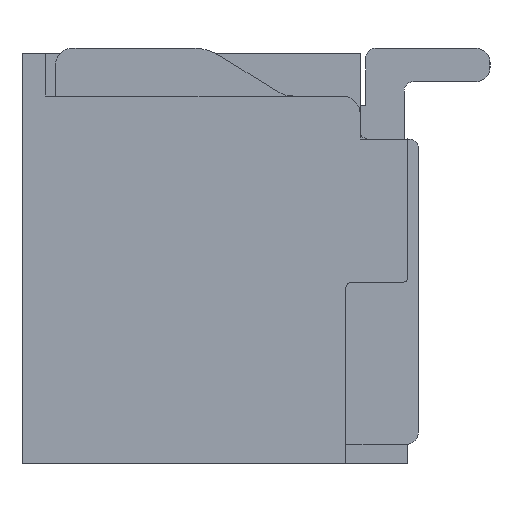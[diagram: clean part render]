
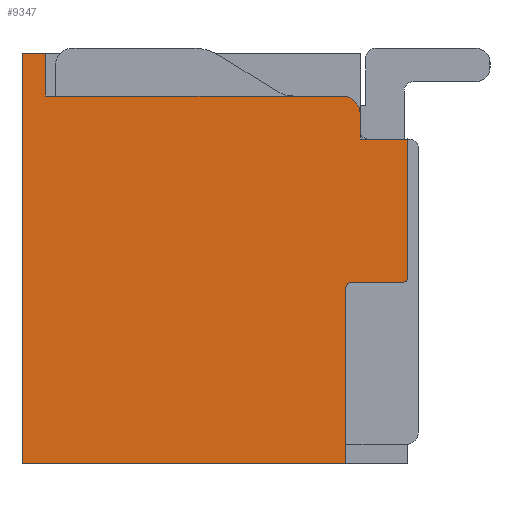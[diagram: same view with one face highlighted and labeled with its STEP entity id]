
A CAD part, left-side view. The second image highlights one B-rep face of the part: STEP entity #9347.
In plain terms, the highlighted planar face has unit normal (-1, 0, 0).
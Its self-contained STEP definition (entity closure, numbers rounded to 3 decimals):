
#112 = EDGE_CURVE ( 'NONE', #13090, #12405, #5372, .T. ) ;
#194 = EDGE_CURVE ( 'NONE', #10123, #5963, #7444, .T. ) ;
#258 = LINE ( 'NONE', #8514, #13310 ) ;
#333 = ORIENTED_EDGE ( 'NONE', *, *, #663, .T. ) ;
#632 = CARTESIAN_POINT ( 'NONE',  ( -0.375, 3.79, 2.15 ) ) ;
#663 = EDGE_CURVE ( 'NONE', #10123, #4778, #8894, .T. ) ;
#713 = LINE ( 'NONE', #2739, #12991 ) ;
#745 = AXIS2_PLACEMENT_3D ( 'NONE', #3758, #8103, #2811 ) ;
#750 = CARTESIAN_POINT ( 'NONE',  ( -0.375, 0.65, -0.31 ) ) ;
#1132 = ORIENTED_EDGE ( 'NONE', *, *, #8810, .T. ) ;
#1338 = VERTEX_POINT ( 'NONE', #5440 ) ;
#1569 = LINE ( 'NONE', #632, #4551 ) ;
#1652 = DIRECTION ( 'NONE',  ( 0., -1., 0. ) ) ;
#1661 = CARTESIAN_POINT ( 'NONE',  ( -0.375, 0.59, -0.25 ) ) ;
#1692 = DIRECTION ( 'NONE',  ( 0., 0., 1. ) ) ;
#1789 = VECTOR ( 'NONE', #5867, 1000. ) ;
#1892 = ORIENTED_EDGE ( 'NONE', *, *, #4872, .F. ) ;
#1991 = VECTOR ( 'NONE', #4201, 1000. ) ;
#2446 = ORIENTED_EDGE ( 'NONE', *, *, #3930, .F. ) ;
#2739 = CARTESIAN_POINT ( 'NONE',  ( -0.375, 0.59, -0.25 ) ) ;
#2811 = DIRECTION ( 'NONE',  ( 0., 0., 1. ) ) ;
#3018 = EDGE_CURVE ( 'NONE', #12405, #11437, #713, .T. ) ;
#3070 = ORIENTED_EDGE ( 'NONE', *, *, #5001, .F. ) ;
#3259 = ORIENTED_EDGE ( 'NONE', *, *, #9763, .F. ) ;
#3325 = VECTOR ( 'NONE', #12018, 1000. ) ;
#3607 = CARTESIAN_POINT ( 'NONE',  ( -0.375, 0.052, -0.25 ) ) ;
#3681 = CARTESIAN_POINT ( 'NONE',  ( -0.375, 0., -2.15 ) ) ;
#3687 = EDGE_CURVE ( 'NONE', #7064, #13090, #7395, .T. ) ;
#3691 = CARTESIAN_POINT ( 'NONE',  ( -0.375, 3.79, 1.7 ) ) ;
#3758 = CARTESIAN_POINT ( 'NONE',  ( -0.375, 0.688, 1.512 ) ) ;
#3829 = ORIENTED_EDGE ( 'NONE', *, *, #12835, .T. ) ;
#3912 = EDGE_LOOP ( 'NONE', ( #333, #5218, #1132, #3070, #2446, #12014, #5956, #9764, #3259, #10599, #3829, #1892, #12477 ) ) ;
#3920 = VERTEX_POINT ( 'NONE', #12196 ) ;
#3930 = EDGE_CURVE ( 'NONE', #7064, #3920, #12065, .T. ) ;
#4201 = DIRECTION ( 'NONE',  ( 0., 0., 1. ) ) ;
#4231 = VECTOR ( 'NONE', #1692, 1000. ) ;
#4359 = CARTESIAN_POINT ( 'NONE',  ( -0.375, 0.59, -0.31 ) ) ;
#4519 = CARTESIAN_POINT ( 'NONE',  ( -0.375, 0.688, 1.7 ) ) ;
#4551 = VECTOR ( 'NONE', #7814, 1000. ) ;
#4778 = VERTEX_POINT ( 'NONE', #3691 ) ;
#4799 = CARTESIAN_POINT ( 'NONE',  ( -0.375, 4.04, -2.15 ) ) ;
#4872 = EDGE_CURVE ( 'NONE', #5963, #12576, #9308, .T. ) ;
#4991 = DIRECTION ( 'NONE',  ( 0., 1., 0. ) ) ;
#5001 = EDGE_CURVE ( 'NONE', #3920, #6285, #10989, .T. ) ;
#5017 = DIRECTION ( 'NONE',  ( 0., 0., 1. ) ) ;
#5195 = CARTESIAN_POINT ( 'NONE',  ( -0.375, 0., 1.25 ) ) ;
#5218 = ORIENTED_EDGE ( 'NONE', *, *, #11590, .F. ) ;
#5333 = LINE ( 'NONE', #5195, #11940 ) ;
#5372 = CIRCLE ( 'NONE', #10816, 0.06 ) ;
#5386 = CARTESIAN_POINT ( 'NONE',  ( -0.375, 0.65, -2.15 ) ) ;
#5440 = CARTESIAN_POINT ( 'NONE',  ( -0.375, 0., -0.198 ) ) ;
#5579 = DIRECTION ( 'NONE',  ( 1., 0., 0. ) ) ;
#5867 = DIRECTION ( 'NONE',  ( 0., 0., 1. ) ) ;
#5956 = ORIENTED_EDGE ( 'NONE', *, *, #112, .T. ) ;
#5963 = VERTEX_POINT ( 'NONE', #6000 ) ;
#5994 = VERTEX_POINT ( 'NONE', #12042 ) ;
#6000 = CARTESIAN_POINT ( 'NONE',  ( -0.375, 0.5, 1.512 ) ) ;
#6175 = DIRECTION ( 'NONE',  ( 0., 1., 0. ) ) ;
#6285 = VERTEX_POINT ( 'NONE', #10946 ) ;
#6305 = VECTOR ( 'NONE', #4991, 1000. ) ;
#6618 = CIRCLE ( 'NONE', #9418, 0.052 ) ;
#6965 = CARTESIAN_POINT ( 'NONE',  ( -0.375, 0., 1.25 ) ) ;
#7064 = VERTEX_POINT ( 'NONE', #5386 ) ;
#7150 = DIRECTION ( 'NONE',  ( 0., 0., -1. ) ) ;
#7172 = EDGE_CURVE ( 'NONE', #1338, #7215, #11914, .T. ) ;
#7215 = VERTEX_POINT ( 'NONE', #6965 ) ;
#7262 = DIRECTION ( 'NONE',  ( 0., -1., 0. ) ) ;
#7395 = LINE ( 'NONE', #10376, #1991 ) ;
#7444 = CIRCLE ( 'NONE', #745, 0.188 ) ;
#7754 = CARTESIAN_POINT ( 'NONE',  ( -0.375, 0.5, 1.25 ) ) ;
#7814 = DIRECTION ( 'NONE',  ( 0., 0., -1. ) ) ;
#7831 = DIRECTION ( 'NONE',  ( -1., 0., 0. ) ) ;
#8103 = DIRECTION ( 'NONE',  ( 1., 0., 0. ) ) ;
#8514 = CARTESIAN_POINT ( 'NONE',  ( -0.375, 3.79, 2.15 ) ) ;
#8810 = EDGE_CURVE ( 'NONE', #5994, #6285, #258, .T. ) ;
#8894 = LINE ( 'NONE', #9028, #3325 ) ;
#9028 = CARTESIAN_POINT ( 'NONE',  ( -0.375, 0.688, 1.7 ) ) ;
#9059 = CARTESIAN_POINT ( 'NONE',  ( -0.375, 0., -0.198 ) ) ;
#9148 = DIRECTION ( 'NONE',  ( 1., 0., 0. ) ) ;
#9308 = LINE ( 'NONE', #10401, #11147 ) ;
#9347 = ADVANCED_FACE ( 'NONE', ( #12963 ), #11960, .T. ) ;
#9418 = AXIS2_PLACEMENT_3D ( 'NONE', #10367, #9148, #7262 ) ;
#9665 = DIRECTION ( 'NONE',  ( 0., 1., 0. ) ) ;
#9763 = EDGE_CURVE ( 'NONE', #1338, #11437, #6618, .T. ) ;
#9764 = ORIENTED_EDGE ( 'NONE', *, *, #3018, .T. ) ;
#10100 = CARTESIAN_POINT ( 'NONE',  ( -0.375, 0.65, -2.15 ) ) ;
#10123 = VERTEX_POINT ( 'NONE', #4519 ) ;
#10367 = CARTESIAN_POINT ( 'NONE',  ( -0.375, 0.052, -0.198 ) ) ;
#10376 = CARTESIAN_POINT ( 'NONE',  ( -0.375, 0.65, -2.15 ) ) ;
#10401 = CARTESIAN_POINT ( 'NONE',  ( -0.375, 0.5, 1.512 ) ) ;
#10599 = ORIENTED_EDGE ( 'NONE', *, *, #7172, .T. ) ;
#10816 = AXIS2_PLACEMENT_3D ( 'NONE', #4359, #5579, #9665 ) ;
#10946 = CARTESIAN_POINT ( 'NONE',  ( -0.375, 4.04, 2.15 ) ) ;
#10989 = LINE ( 'NONE', #4799, #4231 ) ;
#11147 = VECTOR ( 'NONE', #7150, 1000. ) ;
#11437 = VERTEX_POINT ( 'NONE', #3607 ) ;
#11590 = EDGE_CURVE ( 'NONE', #5994, #4778, #1569, .T. ) ;
#11914 = LINE ( 'NONE', #9059, #1789 ) ;
#11940 = VECTOR ( 'NONE', #6175, 1000. ) ;
#11960 = PLANE ( 'NONE',  #12225 ) ;
#12014 = ORIENTED_EDGE ( 'NONE', *, *, #3687, .T. ) ;
#12018 = DIRECTION ( 'NONE',  ( 0., 1., 0. ) ) ;
#12042 = CARTESIAN_POINT ( 'NONE',  ( -0.375, 3.79, 2.15 ) ) ;
#12065 = LINE ( 'NONE', #10100, #6305 ) ;
#12196 = CARTESIAN_POINT ( 'NONE',  ( -0.375, 4.04, -2.15 ) ) ;
#12225 = AXIS2_PLACEMENT_3D ( 'NONE', #3681, #7831, #5017 ) ;
#12405 = VERTEX_POINT ( 'NONE', #1661 ) ;
#12477 = ORIENTED_EDGE ( 'NONE', *, *, #194, .F. ) ;
#12576 = VERTEX_POINT ( 'NONE', #7754 ) ;
#12642 = DIRECTION ( 'NONE',  ( 0., 1., 0. ) ) ;
#12835 = EDGE_CURVE ( 'NONE', #7215, #12576, #5333, .T. ) ;
#12963 = FACE_OUTER_BOUND ( 'NONE', #3912, .T. ) ;
#12991 = VECTOR ( 'NONE', #1652, 1000. ) ;
#13090 = VERTEX_POINT ( 'NONE', #750 ) ;
#13310 = VECTOR ( 'NONE', #12642, 1000. ) ;
